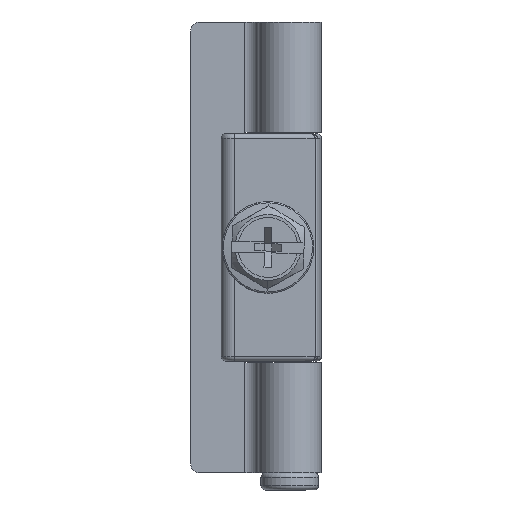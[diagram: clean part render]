
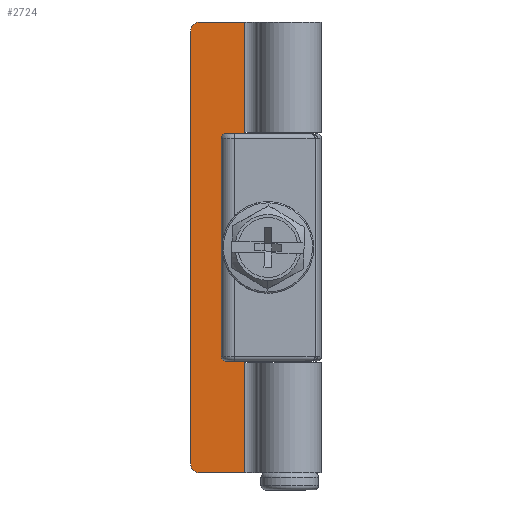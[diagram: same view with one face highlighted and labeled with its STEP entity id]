
A CAD part, front view. The second image highlights one B-rep face of the part: STEP entity #2724.
In plain terms, the highlighted planar face has unit normal (0, -1, 0).
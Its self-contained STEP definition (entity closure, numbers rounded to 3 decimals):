
#77 = VERTEX_POINT ( 'NONE', #5498 ) ;
#450 = CARTESIAN_POINT ( 'NONE',  ( -45.5, 14.799, 24. ) ) ;
#861 = VERTEX_POINT ( 'NONE', #9265 ) ;
#1175 = AXIS2_PLACEMENT_3D ( 'NONE', #9377, #3521, #1355 ) ;
#1258 = DIRECTION ( 'NONE',  ( -0.707, 0., -0.707 ) ) ;
#1304 = CARTESIAN_POINT ( 'NONE',  ( -45.5, 14.799, 25. ) ) ;
#1355 = DIRECTION ( 'NONE',  ( 0., 0., 1. ) ) ;
#1384 = ORIENTED_EDGE ( 'NONE', *, *, #9114, .T. ) ;
#1628 = DIRECTION ( 'NONE',  ( -1., 0., 0. ) ) ;
#1766 = LINE ( 'NONE', #3212, #7065 ) ;
#2040 = EDGE_CURVE ( 'NONE', #4818, #861, #7884, .T. ) ;
#2054 = LINE ( 'NONE', #8585, #9243 ) ;
#2131 = PLANE ( 'NONE',  #9046 ) ;
#2151 = ORIENTED_EDGE ( 'NONE', *, *, #5319, .T. ) ;
#2437 = VERTEX_POINT ( 'NONE', #6472 ) ;
#2488 = LINE ( 'NONE', #7715, #4942 ) ;
#2516 = AXIS2_PLACEMENT_3D ( 'NONE', #4224, #8647, #5819 ) ;
#2631 = ORIENTED_EDGE ( 'NONE', *, *, #3238, .F. ) ;
#2646 = VECTOR ( 'NONE', #1628, 1000. ) ;
#2724 = ADVANCED_FACE ( 'NONE', ( #4134 ), #2131, .T. ) ;
#2889 = VECTOR ( 'NONE', #3843, 1000. ) ;
#2913 = VECTOR ( 'NONE', #4228, 1000. ) ;
#2917 = ORIENTED_EDGE ( 'NONE', *, *, #7737, .F. ) ;
#3212 = CARTESIAN_POINT ( 'NONE',  ( -39.5, 14.799, 25. ) ) ;
#3238 = EDGE_CURVE ( 'NONE', #77, #8923, #1766, .T. ) ;
#3521 = DIRECTION ( 'NONE',  ( 0., -1., 0. ) ) ;
#3783 = ORIENTED_EDGE ( 'NONE', *, *, #2040, .T. ) ;
#3843 = DIRECTION ( 'NONE',  ( 0., 0., -1. ) ) ;
#3974 = DIRECTION ( 'NONE',  ( 0., 0., -1. ) ) ;
#4134 = FACE_OUTER_BOUND ( 'NONE', #8970, .T. ) ;
#4182 = DIRECTION ( 'NONE',  ( 0., -1., 0. ) ) ;
#4224 = CARTESIAN_POINT ( 'NONE',  ( -44.5, 14.799, 24. ) ) ;
#4228 = DIRECTION ( 'NONE',  ( 0., 0., -1. ) ) ;
#4240 = ORIENTED_EDGE ( 'NONE', *, *, #7653, .T. ) ;
#4645 = CARTESIAN_POINT ( 'NONE',  ( -39.5, 14.799, 25. ) ) ;
#4818 = VERTEX_POINT ( 'NONE', #450 ) ;
#4872 = DIRECTION ( 'NONE',  ( 0., 0., -1. ) ) ;
#4942 = VECTOR ( 'NONE', #6777, 1000. ) ;
#5224 = CARTESIAN_POINT ( 'NONE',  ( -39.5, 14.799, 25. ) ) ;
#5275 = LINE ( 'NONE', #5224, #2646 ) ;
#5319 = EDGE_CURVE ( 'NONE', #861, #7211, #9140, .T. ) ;
#5322 = VERTEX_POINT ( 'NONE', #6453 ) ;
#5498 = CARTESIAN_POINT ( 'NONE',  ( -39.5, 14.799, 12.8 ) ) ;
#5819 = DIRECTION ( 'NONE',  ( 0., 0., 1. ) ) ;
#6315 = VERTEX_POINT ( 'NONE', #7887 ) ;
#6453 = CARTESIAN_POINT ( 'NONE',  ( -44.5, 14.799, 25. ) ) ;
#6462 = EDGE_CURVE ( 'NONE', #6315, #77, #9100, .T. ) ;
#6472 = CARTESIAN_POINT ( 'NONE',  ( -39.5, 14.799, -25. ) ) ;
#6777 = DIRECTION ( 'NONE',  ( 1., 0., 0. ) ) ;
#6843 = ORIENTED_EDGE ( 'NONE', *, *, #7502, .T. ) ;
#7061 = CARTESIAN_POINT ( 'NONE',  ( -39.5, 14.799, -12.8 ) ) ;
#7065 = VECTOR ( 'NONE', #3974, 1000. ) ;
#7101 = ORIENTED_EDGE ( 'NONE', *, *, #6462, .F. ) ;
#7211 = VERTEX_POINT ( 'NONE', #7417 ) ;
#7220 = CARTESIAN_POINT ( 'NONE',  ( -45.5, 14.799, 25. ) ) ;
#7417 = CARTESIAN_POINT ( 'NONE',  ( -44.5, 14.799, -25. ) ) ;
#7502 = EDGE_CURVE ( 'NONE', #6315, #5322, #5275, .T. ) ;
#7653 = EDGE_CURVE ( 'NONE', #7211, #2437, #2488, .T. ) ;
#7715 = CARTESIAN_POINT ( 'NONE',  ( -39.5, 14.799, -25. ) ) ;
#7737 = EDGE_CURVE ( 'NONE', #8923, #2437, #2054, .T. ) ;
#7884 = LINE ( 'NONE', #1304, #2913 ) ;
#7887 = CARTESIAN_POINT ( 'NONE',  ( -39.5, 14.799, 25. ) ) ;
#8585 = CARTESIAN_POINT ( 'NONE',  ( -39.5, 14.799, 25. ) ) ;
#8647 = DIRECTION ( 'NONE',  ( 0., -1., 0. ) ) ;
#8923 = VERTEX_POINT ( 'NONE', #7061 ) ;
#8970 = EDGE_LOOP ( 'NONE', ( #3783, #2151, #4240, #2917, #2631, #7101, #6843, #1384 ) ) ;
#9046 = AXIS2_PLACEMENT_3D ( 'NONE', #7220, #4182, #1258 ) ;
#9100 = LINE ( 'NONE', #4645, #2889 ) ;
#9114 = EDGE_CURVE ( 'NONE', #5322, #4818, #9267, .T. ) ;
#9140 = CIRCLE ( 'NONE', #1175, 1. ) ;
#9243 = VECTOR ( 'NONE', #4872, 1000. ) ;
#9265 = CARTESIAN_POINT ( 'NONE',  ( -45.5, 14.799, -24. ) ) ;
#9267 = CIRCLE ( 'NONE', #2516, 1. ) ;
#9377 = CARTESIAN_POINT ( 'NONE',  ( -44.5, 14.799, -24. ) ) ;
